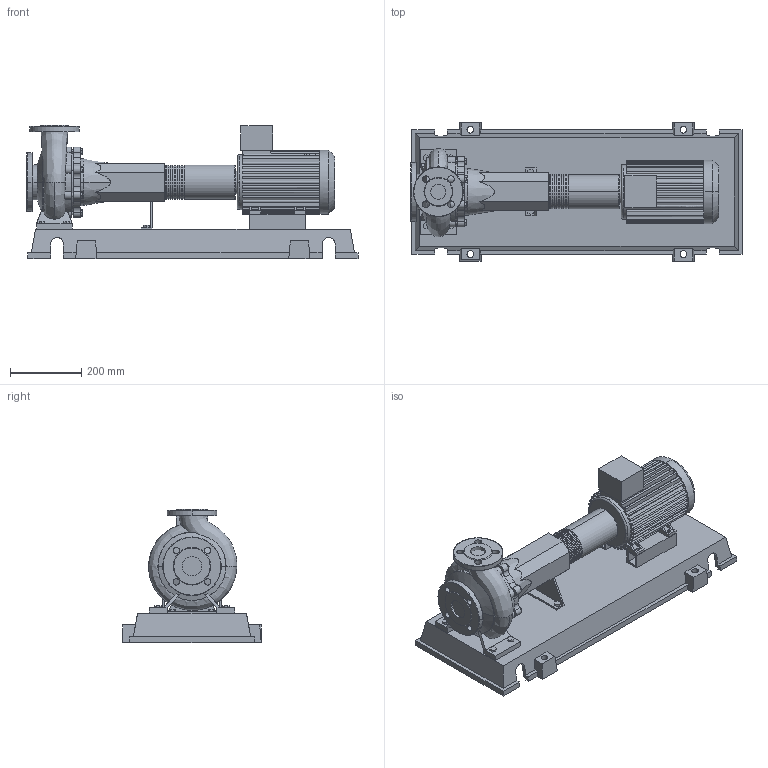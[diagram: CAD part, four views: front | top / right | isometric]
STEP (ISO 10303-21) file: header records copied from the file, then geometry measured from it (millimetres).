
FILE_DESCRIPTION((''),'2;1');
FILE_NAME('3d_NL32_160-2.2-2-12-4108895.stp','2015-03-02T14:57:23',(''),(''),'Mechanical Desktop 2009','Mechanical Desktop 2009',', , ');
FILE_SCHEMA(('CONFIG_CONTROL_DESIGN'));
Length unit declared in the file: millimetre
Products named in the file (1): Product
Bounding box: 935 x 390 x 375 mm (x, y, z)
Volume: 21084232.6 mm3; surface area: 2071272 mm2
Topology: 13 solids, 13 shells, 833 faces, 2232 edges, 1471 vertices
Faces by surface type: plane 437, cylinder 195, bspline 181, cone 10, torus 10
Entity records: 29857 total; most frequent: CARTESIAN_POINT 9058, ORIENTED_EDGE 4466, DIRECTION 4069, EDGE_CURVE 2233, VERTEX_POINT 1470, VECTOR 1435, LINE 1435, AXIS2_PLACEMENT_3D 1317
